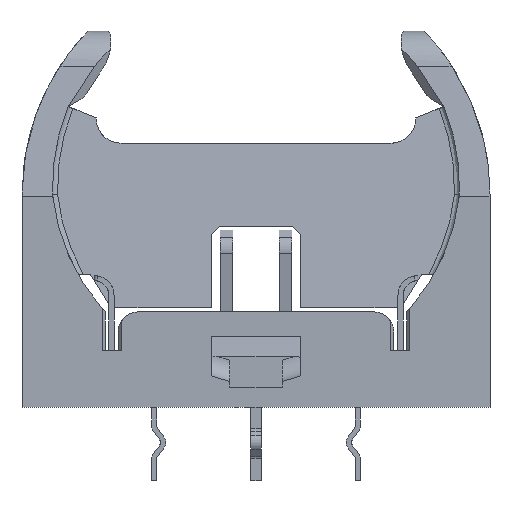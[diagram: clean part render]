
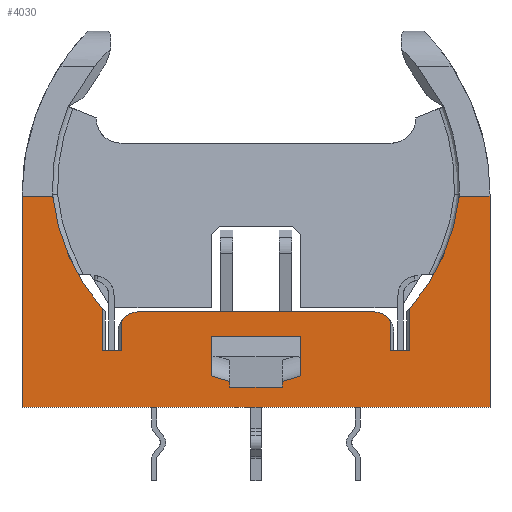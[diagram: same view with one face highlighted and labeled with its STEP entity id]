
A CAD part, front view. The second image highlights one B-rep face of the part: STEP entity #4030.
In plain terms, the highlighted planar face has unit normal (0, -1, 0).
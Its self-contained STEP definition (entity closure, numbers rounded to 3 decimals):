
#2=DIRECTION('',(1.,0.,0.));
#3=VECTOR('',#2,2.6);
#4=CARTESIAN_POINT('',(-1.3,-2.7,-17.49));
#5=LINE('',#4,#3);
#6=DIRECTION('',(0.,0.,-1.));
#7=VECTOR('',#6,0.275);
#8=CARTESIAN_POINT('',(1.3,-2.7,-17.215));
#9=LINE('',#8,#7);
#10=DIRECTION('',(-0.956,0.,-0.292));
#11=VECTOR('',#10,0.941);
#12=CARTESIAN_POINT('',(2.2,-2.7,-16.94));
#13=LINE('',#12,#11);
#14=DIRECTION('',(0.,0.,1.));
#15=VECTOR('',#14,1.95);
#16=CARTESIAN_POINT('',(2.2,-2.7,-16.94));
#17=LINE('',#16,#15);
#18=DIRECTION('',(-1.,0.,0.));
#19=VECTOR('',#18,4.4);
#20=CARTESIAN_POINT('',(2.2,-2.7,-14.99));
#21=LINE('',#20,#19);
#22=DIRECTION('',(0.,0.,-1.));
#23=VECTOR('',#22,1.95);
#24=CARTESIAN_POINT('',(-2.2,-2.7,-14.99));
#25=LINE('',#24,#23);
#26=DIRECTION('',(-0.956,0.,0.292));
#27=VECTOR('',#26,0.941);
#28=CARTESIAN_POINT('',(-1.3,-2.7,-17.215));
#29=LINE('',#28,#27);
#30=DIRECTION('',(0.,0.,1.));
#31=VECTOR('',#30,0.275);
#32=CARTESIAN_POINT('',(-1.3,-2.7,-17.49));
#33=LINE('',#32,#31);
#34=DIRECTION('',(0.,0.,-1.));
#35=VECTOR('',#34,1.427);
#36=CARTESIAN_POINT('',(-6.625,-2.7,-14.263));
#37=LINE('',#36,#35);
#38=CARTESIAN_POINT('',(-5.775,-2.7,-14.79));
#39=DIRECTION('',(0.,-1.,0.));
#40=DIRECTION('',(0.,0.,1.));
#41=AXIS2_PLACEMENT_3D('',#38,#39,#40);
#43=DIRECTION('',(1.,0.,0.));
#44=VECTOR('',#43,11.55);
#45=CARTESIAN_POINT('',(-5.775,-2.7,-13.79));
#46=LINE('',#45,#44);
#47=CARTESIAN_POINT('',(5.775,-2.7,-14.79));
#48=DIRECTION('',(0.,-1.,0.));
#49=DIRECTION('',(0.85,0.,0.527));
#50=AXIS2_PLACEMENT_3D('',#47,#48,#49);
#52=DIRECTION('',(0.,0.,1.));
#53=VECTOR('',#52,1.427);
#54=CARTESIAN_POINT('',(6.625,-2.7,-15.69));
#55=LINE('',#54,#53);
#56=DIRECTION('',(0.,0.,-1.));
#57=VECTOR('',#56,2.067);
#58=CARTESIAN_POINT('',(7.558,-2.7,-13.623));
#59=LINE('',#58,#57);
#60=CARTESIAN_POINT('',(0.,-2.7,-6.999));
#61=DIRECTION('',(0.,-1.,0.));
#62=DIRECTION('',(0.752,0.,-0.659));
#63=AXIS2_PLACEMENT_3D('',#60,#61,#62);
#65=DIRECTION('',(1.,0.,0.));
#66=VECTOR('',#65,1.511);
#67=CARTESIAN_POINT('',(9.989,-2.7,-8.1));
#68=LINE('',#67,#66);
#69=DIRECTION('',(0.,0.,-1.));
#70=VECTOR('',#69,10.39);
#71=CARTESIAN_POINT('',(11.5,-2.7,-8.1));
#72=LINE('',#71,#70);
#73=DIRECTION('',(-1.,0.,0.));
#74=VECTOR('',#73,23.);
#75=CARTESIAN_POINT('',(11.5,-2.7,-18.49));
#76=LINE('',#75,#74);
#77=DIRECTION('',(0.,0.,1.));
#78=VECTOR('',#77,10.39);
#79=CARTESIAN_POINT('',(-11.5,-2.7,-18.49));
#80=LINE('',#79,#78);
#81=DIRECTION('',(1.,0.,0.));
#82=VECTOR('',#81,1.511);
#83=CARTESIAN_POINT('',(-11.5,-2.7,-8.1));
#84=LINE('',#83,#82);
#85=CARTESIAN_POINT('',(0.,-2.7,-6.999));
#86=DIRECTION('',(0.,-1.,0.));
#87=DIRECTION('',(-0.994,0.,-0.11));
#88=AXIS2_PLACEMENT_3D('',#85,#86,#87);
#90=DIRECTION('',(0.,0.,1.));
#91=VECTOR('',#90,2.067);
#92=CARTESIAN_POINT('',(-7.558,-2.7,-15.69));
#93=LINE('',#92,#91);
#222=DIRECTION('',(-1.,0.,0.));
#223=VECTOR('',#222,0.933);
#224=CARTESIAN_POINT('',(-6.625,-2.7,-15.69));
#225=LINE('',#224,#223);
#262=DIRECTION('',(-1.,0.,0.));
#263=VECTOR('',#262,0.933);
#264=CARTESIAN_POINT('',(7.558,-2.7,-15.69));
#265=LINE('',#264,#263);
#295=CARTESIAN_POINT('',(-6.625,-2.7,-14.263));
#317=CARTESIAN_POINT('',(6.625,-2.7,-14.263));
#3249=CARTESIAN_POINT('',(11.5,-2.7,-18.49));
#3250=CARTESIAN_POINT('',(-11.5,-2.7,-18.49));
#3251=VERTEX_POINT('',#3249);
#3252=VERTEX_POINT('',#3250);
#3305=CARTESIAN_POINT('',(2.2,-2.7,-14.99));
#3306=CARTESIAN_POINT('',(-2.2,-2.7,-14.99));
#3307=VERTEX_POINT('',#3305);
#3308=VERTEX_POINT('',#3306);
#3314=CARTESIAN_POINT('',(-5.775,-2.7,-13.79));
#3316=VERTEX_POINT('',#3314);
#3318=CARTESIAN_POINT('',(5.775,-2.7,-13.79));
#3320=VERTEX_POINT('',#3318);
#3325=CARTESIAN_POINT('',(-1.3,-2.7,-17.49));
#3326=CARTESIAN_POINT('',(1.3,-2.7,-17.49));
#3327=VERTEX_POINT('',#3325);
#3328=VERTEX_POINT('',#3326);
#3625=CARTESIAN_POINT('',(-11.5,-2.7,-8.1));
#3626=VERTEX_POINT('',#3625);
#3627=CARTESIAN_POINT('',(11.5,-2.7,-8.1));
#3628=VERTEX_POINT('',#3627);
#3631=CARTESIAN_POINT('',(-9.989,-2.7,-8.1));
#3632=VERTEX_POINT('',#3631);
#3633=CARTESIAN_POINT('',(9.989,-2.7,-8.1));
#3634=VERTEX_POINT('',#3633);
#3677=CARTESIAN_POINT('',(7.558,-2.7,-13.623));
#3678=CARTESIAN_POINT('',(7.558,-2.7,-15.69));
#3679=VERTEX_POINT('',#3677);
#3680=VERTEX_POINT('',#3678);
#3685=CARTESIAN_POINT('',(-7.558,-2.7,-15.69));
#3686=CARTESIAN_POINT('',(-7.558,-2.7,-13.623));
#3687=VERTEX_POINT('',#3685);
#3688=VERTEX_POINT('',#3686);
#3823=CARTESIAN_POINT('',(2.2,-2.7,-16.94));
#3824=VERTEX_POINT('',#3823);
#3825=CARTESIAN_POINT('',(-2.2,-2.7,-16.94));
#3826=VERTEX_POINT('',#3825);
#3827=CARTESIAN_POINT('',(-1.3,-2.7,-17.215));
#3828=VERTEX_POINT('',#3827);
#3829=CARTESIAN_POINT('',(1.3,-2.7,-17.215));
#3830=VERTEX_POINT('',#3829);
#3928=VERTEX_POINT('',#295);
#3929=CARTESIAN_POINT('',(-6.625,-2.7,-15.69));
#3930=VERTEX_POINT('',#3929);
#3931=VERTEX_POINT('',#317);
#3935=CARTESIAN_POINT('',(6.625,-2.7,-15.69));
#3936=VERTEX_POINT('',#3935);
#3973=CARTESIAN_POINT('',(0.,-2.7,0.));
#3974=DIRECTION('',(0.,1.,0.));
#3975=DIRECTION('',(1.,0.,0.));
#3976=AXIS2_PLACEMENT_3D('',#3973,#3974,#3975);
#3977=PLANE('',#3976);
#3979=ORIENTED_EDGE('',*,*,#3978,.F.);
#3981=ORIENTED_EDGE('',*,*,#3980,.F.);
#3983=ORIENTED_EDGE('',*,*,#3982,.T.);
#3985=ORIENTED_EDGE('',*,*,#3984,.F.);
#3987=ORIENTED_EDGE('',*,*,#3986,.F.);
#3989=ORIENTED_EDGE('',*,*,#3988,.F.);
#3991=ORIENTED_EDGE('',*,*,#3990,.F.);
#3993=ORIENTED_EDGE('',*,*,#3992,.T.);
#3995=ORIENTED_EDGE('',*,*,#3994,.T.);
#3997=ORIENTED_EDGE('',*,*,#3996,.T.);
#3999=ORIENTED_EDGE('',*,*,#3998,.T.);
#4001=ORIENTED_EDGE('',*,*,#4000,.T.);
#4003=ORIENTED_EDGE('',*,*,#4002,.T.);
#4005=ORIENTED_EDGE('',*,*,#4004,.T.);
#4007=ORIENTED_EDGE('',*,*,#4006,.F.);
#4009=ORIENTED_EDGE('',*,*,#4008,.F.);
#4010=EDGE_LOOP('',(#3979,#3981,#3983,#3985,#3987,#3989,#3991,#3993,#3995,#3997,
#3999,#4001,#4003,#4005,#4007,#4009));
#4011=FACE_OUTER_BOUND('',#4010,.F.);
#4013=ORIENTED_EDGE('',*,*,#4012,.T.);
#4015=ORIENTED_EDGE('',*,*,#4014,.F.);
#4017=ORIENTED_EDGE('',*,*,#4016,.F.);
#4019=ORIENTED_EDGE('',*,*,#4018,.T.);
#4021=ORIENTED_EDGE('',*,*,#4020,.T.);
#4023=ORIENTED_EDGE('',*,*,#4022,.T.);
#4025=ORIENTED_EDGE('',*,*,#4024,.F.);
#4027=ORIENTED_EDGE('',*,*,#4026,.F.);
#4028=EDGE_LOOP('',(#4013,#4015,#4017,#4019,#4021,#4023,#4025,#4027));
#4029=FACE_BOUND('',#4028,.F.);
#42=CIRCLE('',#41,1.);
#51=CIRCLE('',#50,1.);
#64=CIRCLE('',#63,10.05);
#89=CIRCLE('',#88,10.05);
#3978=EDGE_CURVE('',#3928,#3930,#37,.T.);
#3980=EDGE_CURVE('',#3316,#3928,#42,.T.);
#3982=EDGE_CURVE('',#3316,#3320,#46,.T.);
#3984=EDGE_CURVE('',#3931,#3320,#51,.T.);
#3986=EDGE_CURVE('',#3936,#3931,#55,.T.);
#3988=EDGE_CURVE('',#3680,#3936,#265,.T.);
#3990=EDGE_CURVE('',#3679,#3680,#59,.T.);
#3992=EDGE_CURVE('',#3679,#3634,#64,.T.);
#3994=EDGE_CURVE('',#3634,#3628,#68,.T.);
#3996=EDGE_CURVE('',#3628,#3251,#72,.T.);
#3998=EDGE_CURVE('',#3251,#3252,#76,.T.);
#4000=EDGE_CURVE('',#3252,#3626,#80,.T.);
#4002=EDGE_CURVE('',#3626,#3632,#84,.T.);
#4004=EDGE_CURVE('',#3632,#3688,#89,.T.);
#4006=EDGE_CURVE('',#3687,#3688,#93,.T.);
#4008=EDGE_CURVE('',#3930,#3687,#225,.T.);
#4012=EDGE_CURVE('',#3327,#3328,#5,.T.);
#4014=EDGE_CURVE('',#3830,#3328,#9,.T.);
#4016=EDGE_CURVE('',#3824,#3830,#13,.T.);
#4018=EDGE_CURVE('',#3824,#3307,#17,.T.);
#4020=EDGE_CURVE('',#3307,#3308,#21,.T.);
#4022=EDGE_CURVE('',#3308,#3826,#25,.T.);
#4024=EDGE_CURVE('',#3828,#3826,#29,.T.);
#4026=EDGE_CURVE('',#3327,#3828,#33,.T.);
#4030=ADVANCED_FACE('',(#4011,#4029),#3977,.F.);
